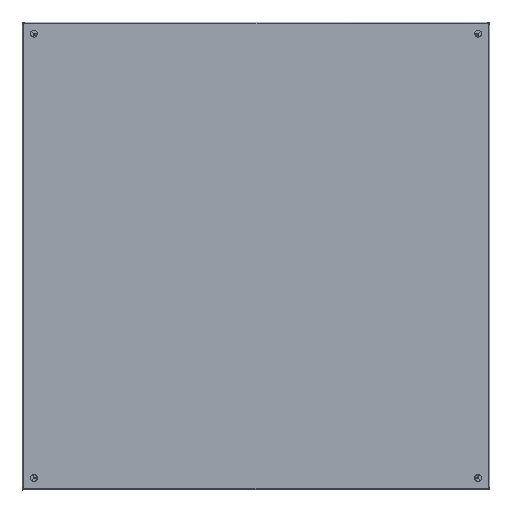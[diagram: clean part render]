
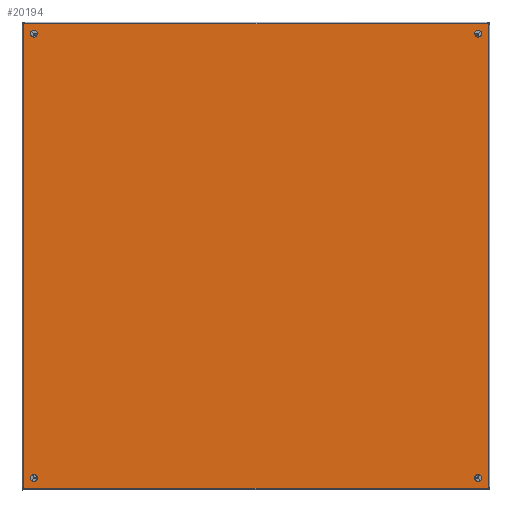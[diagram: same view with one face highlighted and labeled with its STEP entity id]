
A CAD part, top view. The second image highlights one B-rep face of the part: STEP entity #20194.
In plain terms, the highlighted face is planar.
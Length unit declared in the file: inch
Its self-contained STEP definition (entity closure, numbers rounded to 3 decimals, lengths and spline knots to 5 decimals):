
#15298=CARTESIAN_POINT('',(0.53125,0.75,0.0));
#15299=VERTEX_POINT('',#15298);
#15300=CARTESIAN_POINT('',(0.75,0.75,0.0));
#15301=DIRECTION('',(0.0,0.0,1.0));
#15302=DIRECTION('',(1.0,0.0,0.0));
#15303=AXIS2_PLACEMENT_3D('',#15300,#15301,#15302);
#15304=CIRCLE('',#15303,0.21875);
#15305=EDGE_CURVE('',#15299,#15299,#15304,.T.);
#15326=CARTESIAN_POINT('',(29.03125,0.75,0.0));
#15327=VERTEX_POINT('',#15326);
#15328=CARTESIAN_POINT('',(29.25,0.75,0.0));
#15329=DIRECTION('',(0.0,0.0,1.0));
#15330=DIRECTION('',(1.0,0.0,0.0));
#15331=AXIS2_PLACEMENT_3D('',#15328,#15329,#15330);
#15332=CIRCLE('',#15331,0.21875);
#15333=EDGE_CURVE('',#15327,#15327,#15332,.T.);
#15354=CARTESIAN_POINT('',(0.53125,29.25,0.0));
#15355=VERTEX_POINT('',#15354);
#15356=CARTESIAN_POINT('',(0.75,29.25,0.0));
#15357=DIRECTION('',(0.0,0.0,1.0));
#15358=DIRECTION('',(1.0,0.0,0.0));
#15359=AXIS2_PLACEMENT_3D('',#15356,#15357,#15358);
#15360=CIRCLE('',#15359,0.21875);
#15361=EDGE_CURVE('',#15355,#15355,#15360,.T.);
#15382=CARTESIAN_POINT('',(29.03125,29.25,0.0));
#15383=VERTEX_POINT('',#15382);
#15384=CARTESIAN_POINT('',(29.25,29.25,0.0));
#15385=DIRECTION('',(0.0,0.0,1.0));
#15386=DIRECTION('',(1.0,0.0,0.0));
#15387=AXIS2_PLACEMENT_3D('',#15384,#15385,#15386);
#15388=CIRCLE('',#15387,0.21875);
#15389=EDGE_CURVE('',#15383,#15383,#15388,.T.);
#18972=CARTESIAN_POINT('',(29.89475,29.88277,0.0));
#18973=VERTEX_POINT('',#18972);
#19070=CARTESIAN_POINT('',(29.89475,0.11723,0.0));
#19071=VERTEX_POINT('',#19070);
#19114=CARTESIAN_POINT('',(29.89475,29.88277,0.0));
#19115=DIRECTION('',(0.0,-1.0,0.0));
#19116=VECTOR('',#19115,29.76553);
#19117=LINE('',#19114,#19116);
#19118=EDGE_CURVE('',#18973,#19071,#19117,.T.);
#19289=CARTESIAN_POINT('',(0.11723,29.89475,0.));
#19290=VERTEX_POINT('',#19289);
#19387=CARTESIAN_POINT('',(29.88277,29.89475,0.0));
#19388=VERTEX_POINT('',#19387);
#19431=CARTESIAN_POINT('',(0.11723,29.89475,0.0));
#19432=DIRECTION('',(1.0,0.0,0.0));
#19433=VECTOR('',#19432,29.76553);
#19434=LINE('',#19431,#19433);
#19435=EDGE_CURVE('',#19290,#19388,#19434,.T.);
#19602=CARTESIAN_POINT('',(0.10525,0.11723,0.0));
#19603=VERTEX_POINT('',#19602);
#19700=CARTESIAN_POINT('',(0.10525,29.88277,0.0));
#19701=VERTEX_POINT('',#19700);
#19744=CARTESIAN_POINT('',(0.10525,0.11723,0.0));
#19745=DIRECTION('',(0.0,1.0,0.0));
#19746=VECTOR('',#19745,29.76553);
#19747=LINE('',#19744,#19746);
#19748=EDGE_CURVE('',#19603,#19701,#19747,.T.);
#19915=CARTESIAN_POINT('',(29.88277,0.10525,0.0));
#19916=VERTEX_POINT('',#19915);
#19971=CARTESIAN_POINT('',(0.11723,0.10525,0.0));
#19972=VERTEX_POINT('',#19971);
#19986=CARTESIAN_POINT('',(29.88277,0.10525,0.0));
#19987=DIRECTION('',(-1.0,0.0,0.0));
#19988=VECTOR('',#19987,29.76553);
#19989=LINE('',#19986,#19988);
#19990=EDGE_CURVE('',#19916,#19972,#19989,.T.);
#20081=CARTESIAN_POINT('',(0.06211,0.06211,0.0));
#20082=DIRECTION('',(0.0,0.0,1.0));
#20083=DIRECTION('',(1.0,0.0,0.0));
#20084=AXIS2_PLACEMENT_3D('',#20081,#20082,#20083);
#20085=CIRCLE('',#20084,0.07);
#20086=EDGE_CURVE('',#19972,#19603,#20085,.T.);
#20143=CARTESIAN_POINT('',(29.93789,0.06211,0.0));
#20144=DIRECTION('',(0.0,0.0,1.0));
#20145=DIRECTION('',(1.0,0.0,0.0));
#20146=AXIS2_PLACEMENT_3D('',#20143,#20144,#20145);
#20147=CIRCLE('',#20146,0.07);
#20148=EDGE_CURVE('',#19071,#19916,#20147,.T.);
#20155=CARTESIAN_POINT('',(15.,15.,0.0));
#20156=DIRECTION('',(0.0,0.0,1.0));
#20157=DIRECTION('',(1.0,0.0,0.0));
#20158=AXIS2_PLACEMENT_3D('',#20155,#20156,#20157);
#20159=PLANE('',#20158);
#20160=ORIENTED_EDGE('',*,*,#19990,.T.);
#20161=ORIENTED_EDGE('',*,*,#20086,.T.);
#20162=ORIENTED_EDGE('',*,*,#19748,.T.);
#20163=CARTESIAN_POINT('',(0.06211,29.93789,0.0));
#20164=DIRECTION('',(0.0,0.0,1.0));
#20165=DIRECTION('',(1.0,0.0,0.0));
#20166=AXIS2_PLACEMENT_3D('',#20163,#20164,#20165);
#20167=CIRCLE('',#20166,0.07);
#20168=EDGE_CURVE('',#19701,#19290,#20167,.T.);
#20169=ORIENTED_EDGE('',*,*,#20168,.T.);
#20170=ORIENTED_EDGE('',*,*,#19435,.T.);
#20171=CARTESIAN_POINT('',(29.93789,29.93789,0.0));
#20172=DIRECTION('',(0.0,0.0,1.0));
#20173=DIRECTION('',(1.0,0.0,0.0));
#20174=AXIS2_PLACEMENT_3D('',#20171,#20172,#20173);
#20175=CIRCLE('',#20174,0.07);
#20176=EDGE_CURVE('',#19388,#18973,#20175,.T.);
#20177=ORIENTED_EDGE('',*,*,#20176,.T.);
#20178=ORIENTED_EDGE('',*,*,#19118,.T.);
#20179=ORIENTED_EDGE('',*,*,#20148,.T.);
#20180=EDGE_LOOP('',(#20160,#20161,#20162,#20169,#20170,#20177,#20178,#20179));
#20181=FACE_OUTER_BOUND('',#20180,.T.);
#20182=ORIENTED_EDGE('',*,*,#15305,.T.);
#20183=EDGE_LOOP('',(#20182));
#20184=FACE_BOUND('',#20183,.T.);
#20185=ORIENTED_EDGE('',*,*,#15333,.T.);
#20186=EDGE_LOOP('',(#20185));
#20187=FACE_BOUND('',#20186,.T.);
#20188=ORIENTED_EDGE('',*,*,#15361,.T.);
#20189=EDGE_LOOP('',(#20188));
#20190=FACE_BOUND('',#20189,.T.);
#20191=ORIENTED_EDGE('',*,*,#15389,.T.);
#20192=EDGE_LOOP('',(#20191));
#20193=FACE_BOUND('',#20192,.T.);
#20194=ADVANCED_FACE('',(#20181,#20184,#20187,#20190,#20193),#20159,.F.);
